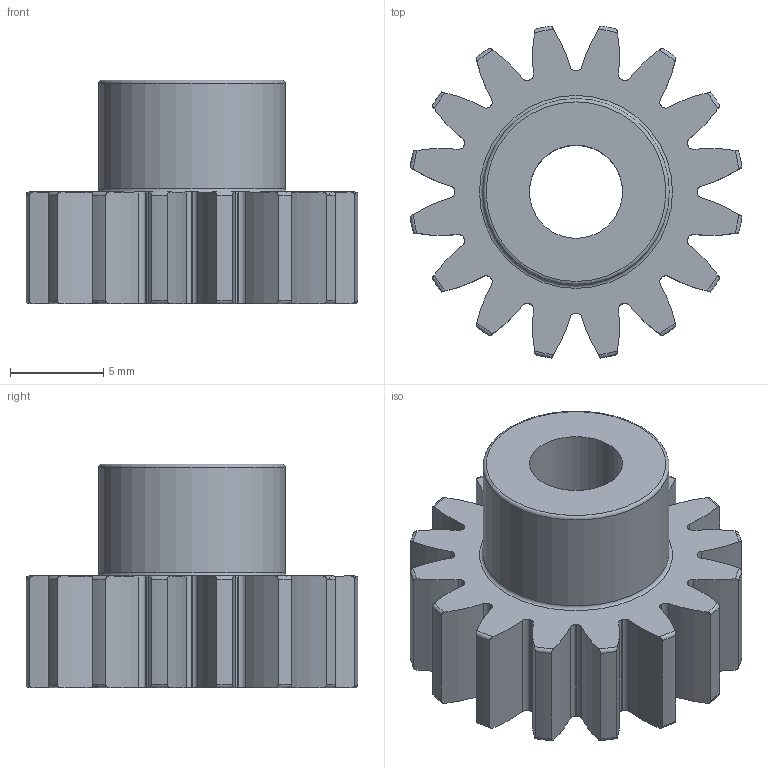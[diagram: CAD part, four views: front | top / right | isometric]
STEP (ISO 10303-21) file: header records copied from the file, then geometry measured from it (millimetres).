
FILE_DESCRIPTION(/* description */ (''),/* implementation_level */ '2;1');
FILE_NAME(/* name */ 'Bigger20 Degree Pressure Angle Plastic Gear_v2.step',/* time_stamp */ '2023-08-31T11:35:57-07:00',/* author */ (''),/* organization */ (''),/* preprocessor_version */ 'ST-DEVELOPER v20',/* originating_system */ 'Autodesk Translation Framework v12.9.0.99',/* authorisation */ '');
FILE_SCHEMA (('AUTOMOTIVE_DESIGN { 1 0 10303 214 3 1 1 }'));
Length unit declared in the file: millimetre
Products named in the file (1): Bigger20 Degree Pressure Angle Plastic Gear
Bounding box: 17.81 x 17.81 x 12 mm (x, y, z)
Volume: 1422.7 mm3; surface area: 1353.9 mm2
Topology: 1 solids, 1 shells, 135 faces, 396 edges, 264 vertices
Faces by surface type: cylinder 98, torus 34, plane 3
Full cylindrical faces by diameter (mm): 5 x1, 10 x1
Entity records: 5237 total; most frequent: CARTESIAN_POINT 1500, DIRECTION 838, ORIENTED_EDGE 792, EDGE_CURVE 396, AXIS2_PLACEMENT_3D 370, VERTEX_POINT 264, CIRCLE 234, EDGE_LOOP 138
